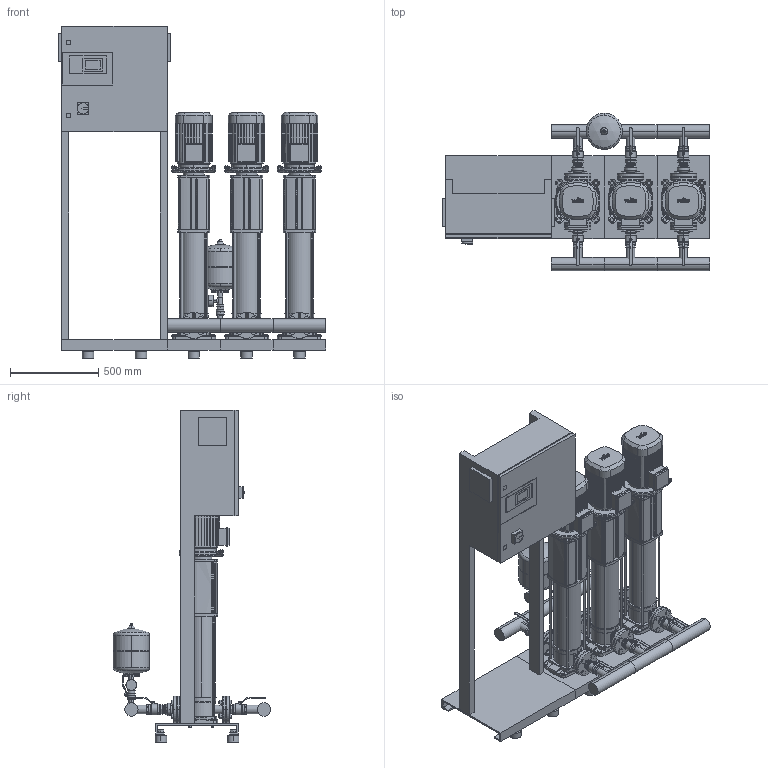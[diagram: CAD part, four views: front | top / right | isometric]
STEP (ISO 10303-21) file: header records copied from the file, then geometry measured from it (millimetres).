
FILE_DESCRIPTION((''),'2;1');
FILE_NAME('3d_CO-3HELIXV1015_K_CC-01-2534117.stp','2016-01-25T09:33:16',(''),(''),'Mechanical Desktop 2009','Mechanical Desktop 2009',', , ');
FILE_SCHEMA(('CONFIG_CONTROL_DESIGN'));
Length unit declared in the file: millimetre
Products named in the file (1): Product
Bounding box: 1520 x 895.05 x 1885 mm (x, y, z)
Volume: 223980655 mm3; surface area: 12018060.5 mm2
Topology: 154 solids, 154 shells, 5863 faces, 15346 edges, 10025 vertices
Faces by surface type: plane 2793, bspline 1712, cylinder 990, cone 236, torus 118, sphere 14
Entity records: 189109 total; most frequent: CARTESIAN_POINT 44516, ORIENTED_EDGE 30664, DIRECTION 27929, EDGE_CURVE 15332, VECTOR 10555, LINE 10555, VERTEX_POINT 10013, AXIS2_PLACEMENT_3D 8687
